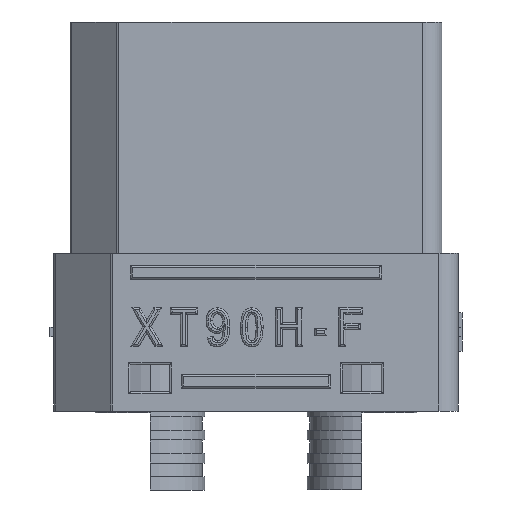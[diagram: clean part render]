
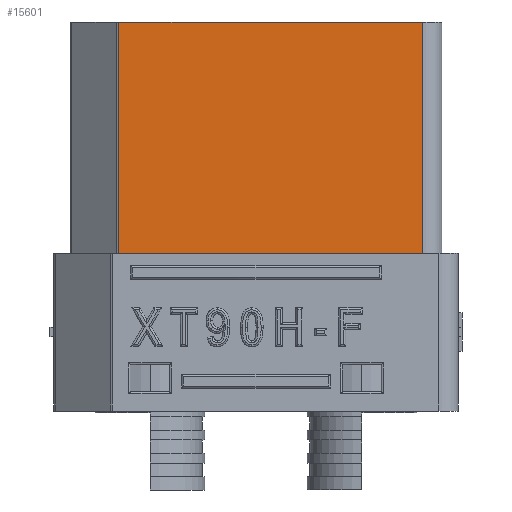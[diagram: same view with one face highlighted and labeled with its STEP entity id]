
A CAD part, left-side view. The second image highlights one B-rep face of the part: STEP entity #15601.
In plain terms, the highlighted planar face has unit normal (-1, 0, 0).
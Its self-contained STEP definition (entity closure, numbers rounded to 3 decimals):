
#67 = CARTESIAN_POINT ( 'NONE',  ( -4.15, -8.65, 13.2 ) ) ;
#536 = LINE ( 'NONE', #2216, #4678 ) ;
#953 = PLANE ( 'NONE',  #7993 ) ;
#1242 = VERTEX_POINT ( 'NONE', #17360 ) ;
#2216 = CARTESIAN_POINT ( 'NONE',  ( -4.15, -9.65, 13.2 ) ) ;
#2542 = CARTESIAN_POINT ( 'NONE',  ( -4.15, -9.65, 13.2 ) ) ;
#3056 = ORIENTED_EDGE ( 'NONE', *, *, #12570, .T. ) ;
#3688 = LINE ( 'NONE', #5974, #14412 ) ;
#4515 = LINE ( 'NONE', #13626, #6242 ) ;
#4590 = VERTEX_POINT ( 'NONE', #7400 ) ;
#4678 = VECTOR ( 'NONE', #14798, 1000. ) ;
#4797 = DIRECTION ( 'NONE',  ( 0., 0., -1. ) ) ;
#5974 = CARTESIAN_POINT ( 'NONE',  ( -4.15, 7.12, 13.2 ) ) ;
#6035 = VECTOR ( 'NONE', #8400, 1000. ) ;
#6242 = VECTOR ( 'NONE', #11102, 1000. ) ;
#6581 = DIRECTION ( 'NONE',  ( 1., 0., 0. ) ) ;
#7300 = ORIENTED_EDGE ( 'NONE', *, *, #7541, .T. ) ;
#7400 = CARTESIAN_POINT ( 'NONE',  ( -4.15, -8.65, 13.2 ) ) ;
#7541 = EDGE_CURVE ( 'NONE', #15974, #12368, #4515, .T. ) ;
#7993 = AXIS2_PLACEMENT_3D ( 'NONE', #2542, #6581, #17728 ) ;
#8400 = DIRECTION ( 'NONE',  ( 0., 0., 1. ) ) ;
#9808 = ORIENTED_EDGE ( 'NONE', *, *, #16112, .F. ) ;
#11102 = DIRECTION ( 'NONE',  ( 0., -1., 0. ) ) ;
#12150 = ORIENTED_EDGE ( 'NONE', *, *, #13456, .T. ) ;
#12368 = VERTEX_POINT ( 'NONE', #13479 ) ;
#12570 = EDGE_CURVE ( 'NONE', #12368, #4590, #14655, .T. ) ;
#13129 = CARTESIAN_POINT ( 'NONE',  ( -4.15, 7.12, 1.2 ) ) ;
#13180 = EDGE_LOOP ( 'NONE', ( #9808, #12150, #7300, #3056 ) ) ;
#13456 = EDGE_CURVE ( 'NONE', #1242, #15974, #3688, .T. ) ;
#13479 = CARTESIAN_POINT ( 'NONE',  ( -4.15, -8.65, 1.2 ) ) ;
#13626 = CARTESIAN_POINT ( 'NONE',  ( -4.15, -9.65, 1.2 ) ) ;
#13938 = FACE_OUTER_BOUND ( 'NONE', #13180, .T. ) ;
#14412 = VECTOR ( 'NONE', #4797, 1000. ) ;
#14655 = LINE ( 'NONE', #67, #6035 ) ;
#14798 = DIRECTION ( 'NONE',  ( 0., -1., 0. ) ) ;
#15601 = ADVANCED_FACE ( 'NONE', ( #13938 ), #953, .F. ) ;
#15974 = VERTEX_POINT ( 'NONE', #13129 ) ;
#16112 = EDGE_CURVE ( 'NONE', #1242, #4590, #536, .T. ) ;
#17360 = CARTESIAN_POINT ( 'NONE',  ( -4.15, 7.12, 13.2 ) ) ;
#17728 = DIRECTION ( 'NONE',  ( 0., 0., -1. ) ) ;
